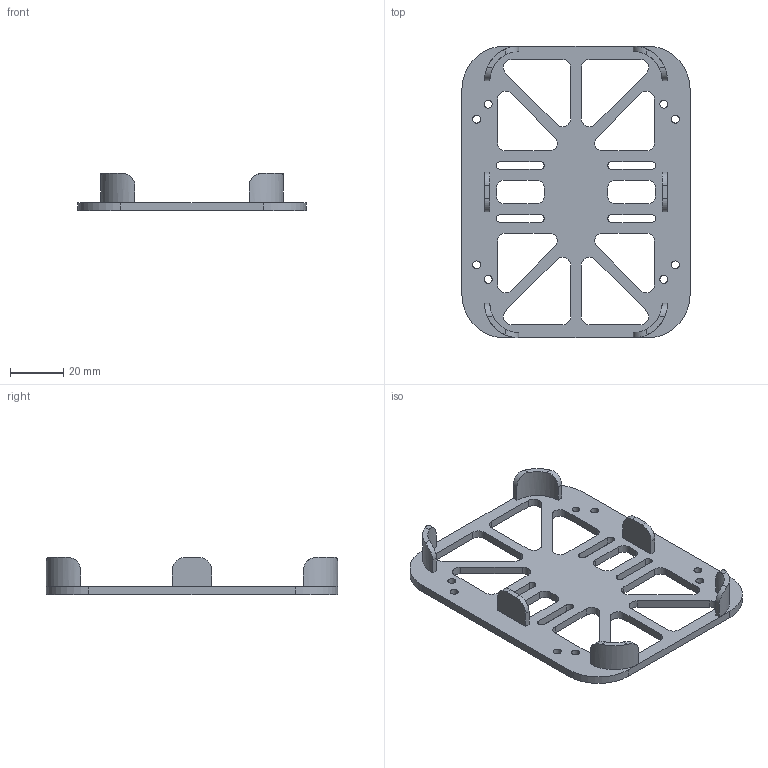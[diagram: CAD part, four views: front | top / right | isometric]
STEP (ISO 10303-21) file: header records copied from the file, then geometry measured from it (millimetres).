
FILE_DESCRIPTION(/* description */ (''),/* implementation_level */ '2;1');
FILE_NAME(/* name */ 'BatteryPlate.step',/* time_stamp */ '2019-08-24T12:15:49+02:00',/* author */ (''),/* organization */ (''),/* preprocessor_version */ 'ST-DEVELOPER v18',/* originating_system */ 'Autodesk Translation Framework v8.6.0.1094',/* authorisation */ '');
FILE_SCHEMA (('AUTOMOTIVE_DESIGN { 1 0 10303 214 3 1 1 }'));
Length unit declared in the file: millimetre
Products named in the file (1): BatteryPlate
Bounding box: 86 x 110 x 14 mm (x, y, z)
Volume: 19187.4 mm3; surface area: 17745.7 mm2
Topology: 1 solids, 1 shells, 140 faces, 400 edges, 264 vertices
Faces by surface type: cylinder 72, plane 68
Full cylindrical faces by diameter (mm): 3 x8
Entity records: 4844 total; most frequent: CARTESIAN_POINT 965, ORIENTED_EDGE 800, DIRECTION 794, EDGE_CURVE 400, AXIS2_PLACEMENT_3D 269, VERTEX_POINT 264, LINE 256, VECTOR 256
